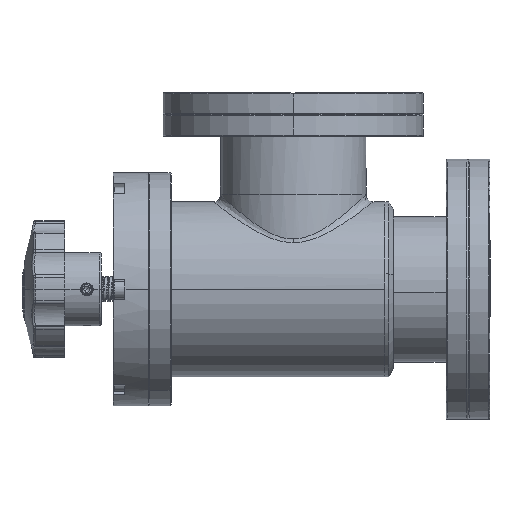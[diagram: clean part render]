
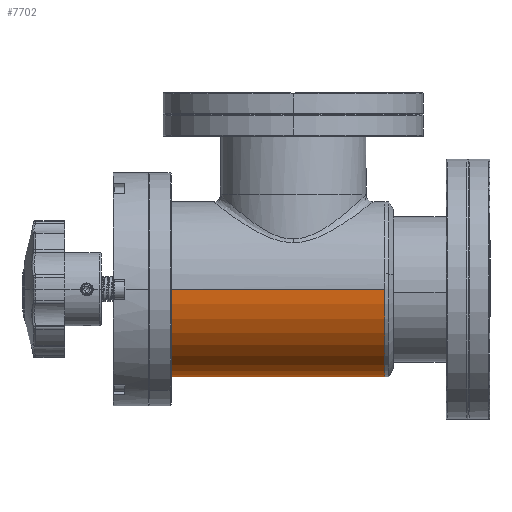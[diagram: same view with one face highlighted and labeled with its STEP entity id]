
A CAD part, front view. The second image highlights one B-rep face of the part: STEP entity #7702.
In plain terms, the highlighted cylindrical face has radius 38.1 mm (diameter 76.2 mm), a partial arc.
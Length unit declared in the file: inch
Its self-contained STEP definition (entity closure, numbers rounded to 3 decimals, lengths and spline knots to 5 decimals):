
#1244 = EDGE_LOOP ( 'NONE', ( #8551, #10813, #11811, #12860, #8539 ) ) ;
#2230 = CARTESIAN_POINT ( 'NONE',  ( 1.57165, -1.5, 0. ) ) ;
#2238 = DIRECTION ( 'NONE',  ( 1., 0., 0. ) ) ;
#3698 = CARTESIAN_POINT ( 'NONE',  ( 1.57165, 0., 0. ) ) ;
#3927 = DIRECTION ( 'NONE',  ( 0., 1., 0. ) ) ;
#4194 = VECTOR ( 'NONE', #7423, 39.37008 ) ;
#4380 = DIRECTION ( 'NONE',  ( 1., 0., 0. ) ) ;
#5271 = CARTESIAN_POINT ( 'NONE',  ( -0.3063, 1.5, 0. ) ) ;
#5298 = CARTESIAN_POINT ( 'NONE',  ( -0.3063, -1.5, 0. ) ) ;
#5654 = VERTEX_POINT ( 'NONE', #14668 ) ;
#5913 = AXIS2_PLACEMENT_3D ( 'NONE', #19874, #10913, #18163 ) ;
#7130 = EDGE_CURVE ( 'NONE', #10746, #5654, #12143, .T. ) ;
#7233 = DIRECTION ( 'NONE',  ( 1., 0., 0. ) ) ;
#7267 = EDGE_CURVE ( 'NONE', #10746, #10777, #19081, .T. ) ;
#7384 = CARTESIAN_POINT ( 'NONE',  ( -2.09528, -1.5, 0. ) ) ;
#7423 = DIRECTION ( 'NONE',  ( 1., 0., 0. ) ) ;
#7702 = ADVANCED_FACE ( 'NONE', ( #10511 ), #8786, .T. ) ;
#8539 = ORIENTED_EDGE ( 'NONE', *, *, #19564, .F. ) ;
#8551 = ORIENTED_EDGE ( 'NONE', *, *, #7267, .F. ) ;
#8786 = CYLINDRICAL_SURFACE ( 'NONE', #9213, 1.5 ) ;
#9129 = CARTESIAN_POINT ( 'NONE',  ( -0.3063, 0., 0. ) ) ;
#9192 = VECTOR ( 'NONE', #7233, 39.37008 ) ;
#9213 = AXIS2_PLACEMENT_3D ( 'NONE', #9129, #2238, #17540 ) ;
#10511 = FACE_OUTER_BOUND ( 'NONE', #1244, .T. ) ;
#10708 = DIRECTION ( 'NONE',  ( 1., 0., 0. ) ) ;
#10746 = VERTEX_POINT ( 'NONE', #7384 ) ;
#10777 = VERTEX_POINT ( 'NONE', #2230 ) ;
#10813 = ORIENTED_EDGE ( 'NONE', *, *, #7130, .T. ) ;
#10913 = DIRECTION ( 'NONE',  ( 1., 0., 0. ) ) ;
#11779 = CIRCLE ( 'NONE', #5913, 1.5 ) ;
#11811 = ORIENTED_EDGE ( 'NONE', *, *, #21148, .T. ) ;
#11998 = EDGE_CURVE ( 'NONE', #13348, #15876, #11779, .T. ) ;
#12143 = CIRCLE ( 'NONE', #22406, 1.5 ) ;
#12860 = ORIENTED_EDGE ( 'NONE', *, *, #11998, .F. ) ;
#12896 = CARTESIAN_POINT ( 'NONE',  ( -2.09528, 0., 0. ) ) ;
#13348 = VERTEX_POINT ( 'NONE', #17171 ) ;
#13368 = CIRCLE ( 'NONE', #21807, 1.5 ) ;
#14668 = CARTESIAN_POINT ( 'NONE',  ( -2.09528, 1.5, 0. ) ) ;
#15876 = VERTEX_POINT ( 'NONE', #16218 ) ;
#16218 = CARTESIAN_POINT ( 'NONE',  ( 1.57165, 1.5, 0. ) ) ;
#17171 = CARTESIAN_POINT ( 'NONE',  ( 1.57165, 1.47602, -0.26716 ) ) ;
#17540 = DIRECTION ( 'NONE',  ( 0., 1., 0. ) ) ;
#17687 = LINE ( 'NONE', #5271, #4194 ) ;
#18163 = DIRECTION ( 'NONE',  ( 0., 1., 0. ) ) ;
#19081 = LINE ( 'NONE', #5298, #9192 ) ;
#19343 = DIRECTION ( 'NONE',  ( 0., 1., 0. ) ) ;
#19564 = EDGE_CURVE ( 'NONE', #10777, #13348, #13368, .T. ) ;
#19874 = CARTESIAN_POINT ( 'NONE',  ( 1.57165, 0., 0. ) ) ;
#21148 = EDGE_CURVE ( 'NONE', #5654, #15876, #17687, .T. ) ;
#21807 = AXIS2_PLACEMENT_3D ( 'NONE', #3698, #10708, #19343 ) ;
#22406 = AXIS2_PLACEMENT_3D ( 'NONE', #12896, #4380, #3927 ) ;
